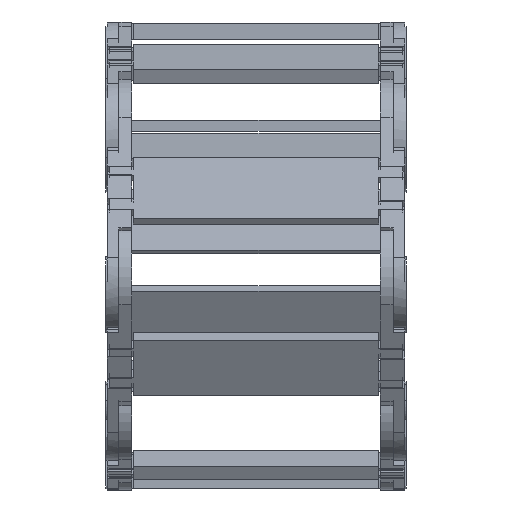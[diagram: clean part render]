
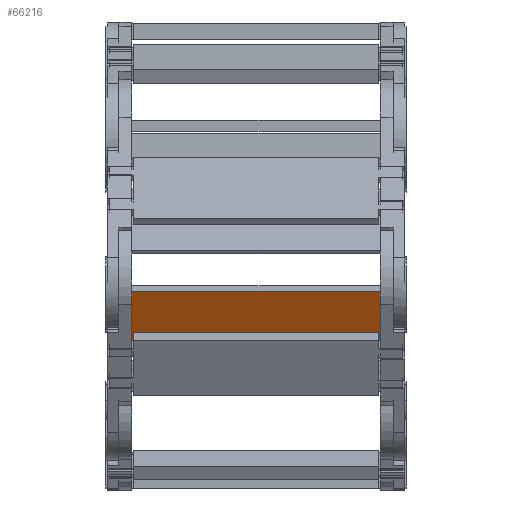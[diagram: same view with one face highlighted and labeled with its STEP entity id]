
A CAD part, left-side view. The second image highlights one B-rep face of the part: STEP entity #66216.
In plain terms, the highlighted planar face has unit normal (-0.862, 0, -0.506).
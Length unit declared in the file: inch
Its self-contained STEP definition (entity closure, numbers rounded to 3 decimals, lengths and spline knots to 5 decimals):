
#250 = EDGE_CURVE ( 'NONE', #46943, #61369, #20761, .T. ) ;
#2949 = CARTESIAN_POINT ( 'NONE',  ( -32.38098, 1.51583, 1.0567 ) ) ;
#3338 = PLANE ( 'NONE',  #20933 ) ;
#9947 = DIRECTION ( 'NONE',  ( 0., -1., 0. ) ) ;
#10630 = ORIENTED_EDGE ( 'NONE', *, *, #36832, .F. ) ;
#13596 = DIRECTION ( 'NONE',  ( 0., 1., 0. ) ) ;
#14692 = VERTEX_POINT ( 'NONE', #17866 ) ;
#15416 = DIRECTION ( 'NONE',  ( 0.862, 0., 0.506 ) ) ;
#17866 = CARTESIAN_POINT ( 'NONE',  ( -32.38098, 0.00012, 1.0567 ) ) ;
#20003 = CARTESIAN_POINT ( 'NONE',  ( -32.58038, 3.0315, 1.39617 ) ) ;
#20113 = LINE ( 'NONE', #2949, #67728 ) ;
#20761 = LINE ( 'NONE', #20003, #36360 ) ;
#20872 = DIRECTION ( 'NONE',  ( 0., 1., 0. ) ) ;
#20933 = AXIS2_PLACEMENT_3D ( 'NONE', #27469, #15416, #9947 ) ;
#22658 = ORIENTED_EDGE ( 'NONE', *, *, #250, .T. ) ;
#27469 = CARTESIAN_POINT ( 'NONE',  ( -32.58038, 1.51583, 1.39617 ) ) ;
#32634 = VERTEX_POINT ( 'NONE', #72651 ) ;
#32822 = DIRECTION ( 'NONE',  ( 0.506, 0., -0.862 ) ) ;
#34584 = ORIENTED_EDGE ( 'NONE', *, *, #53566, .T. ) ;
#36360 = VECTOR ( 'NONE', #32822, 39.37008 ) ;
#36832 = EDGE_CURVE ( 'NONE', #32634, #14692, #41614, .T. ) ;
#36902 = CARTESIAN_POINT ( 'NONE',  ( -32.38098, 3.0315, 1.0567 ) ) ;
#37776 = EDGE_LOOP ( 'NONE', ( #22658, #59661, #10630, #34584 ) ) ;
#40873 = VECTOR ( 'NONE', #64955, 39.37008 ) ;
#41614 = LINE ( 'NONE', #70411, #40873 ) ;
#43204 = CARTESIAN_POINT ( 'NONE',  ( -32.77979, 1.51583, 1.73564 ) ) ;
#44242 = FACE_OUTER_BOUND ( 'NONE', #37776, .T. ) ;
#46943 = VERTEX_POINT ( 'NONE', #49832 ) ;
#49832 = CARTESIAN_POINT ( 'NONE',  ( -32.77979, 3.0315, 1.73564 ) ) ;
#53566 = EDGE_CURVE ( 'NONE', #32634, #46943, #73156, .T. ) ;
#59661 = ORIENTED_EDGE ( 'NONE', *, *, #66261, .F. ) ;
#61369 = VERTEX_POINT ( 'NONE', #36902 ) ;
#64955 = DIRECTION ( 'NONE',  ( 0.506, 0., -0.862 ) ) ;
#66216 = ADVANCED_FACE ( 'NONE', ( #44242 ), #3338, .F. ) ;
#66261 = EDGE_CURVE ( 'NONE', #14692, #61369, #20113, .T. ) ;
#67728 = VECTOR ( 'NONE', #20872, 39.37008 ) ;
#70411 = CARTESIAN_POINT ( 'NONE',  ( -32.58038, 0.00012, 1.39617 ) ) ;
#72651 = CARTESIAN_POINT ( 'NONE',  ( -32.77979, 0.00012, 1.73564 ) ) ;
#73156 = LINE ( 'NONE', #43204, #74719 ) ;
#74719 = VECTOR ( 'NONE', #13596, 39.37008 ) ;
